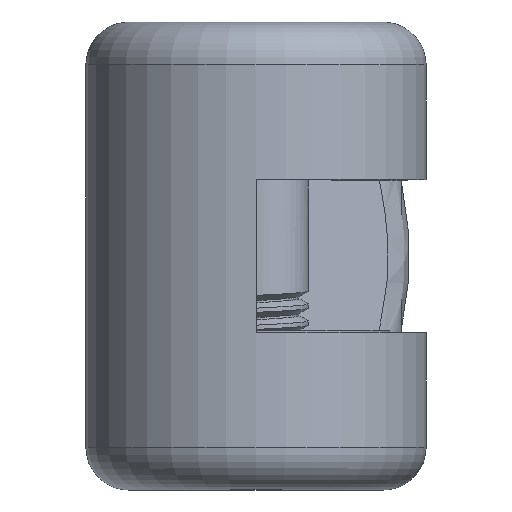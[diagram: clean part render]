
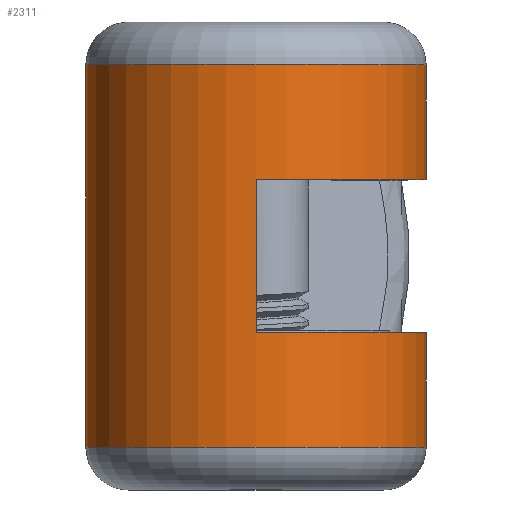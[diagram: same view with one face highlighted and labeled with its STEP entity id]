
A CAD part, top view. The second image highlights one B-rep face of the part: STEP entity #2311.
In plain terms, the highlighted cylindrical face has radius 8 mm (diameter 16 mm), a partial arc.
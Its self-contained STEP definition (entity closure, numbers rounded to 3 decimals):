
#7 = AXIS2_PLACEMENT_3D ( 'NONE', #1516, #2768, #2743 ) ;
#117 = CARTESIAN_POINT ( 'NONE',  ( -9., 29.5, 0. ) ) ;
#145 = EDGE_LOOP ( 'NONE', ( #1696, #508, #3573, #4457, #2472, #2813, #453, #4862 ) ) ;
#173 = DIRECTION ( 'NONE',  ( 0., 0., -1. ) ) ;
#177 = VECTOR ( 'NONE', #1368, 1000. ) ;
#453 = ORIENTED_EDGE ( 'NONE', *, *, #6711, .T. ) ;
#459 = VERTEX_POINT ( 'NONE', #7408 ) ;
#481 = CIRCLE ( 'NONE', #7616, 8. ) ;
#508 = ORIENTED_EDGE ( 'NONE', *, *, #2181, .T. ) ;
#581 = CARTESIAN_POINT ( 'NONE',  ( -9., 29.5, -8. ) ) ;
#619 = CARTESIAN_POINT ( 'NONE',  ( -9., 29.5, 8. ) ) ;
#685 = DIRECTION ( 'NONE',  ( -1., 0., 0. ) ) ;
#943 = CARTESIAN_POINT ( 'NONE',  ( -3.6, 29.5, 8. ) ) ;
#1368 = DIRECTION ( 'NONE',  ( 1., 0., 0. ) ) ;
#1504 = EDGE_CURVE ( 'NONE', #5456, #5796, #5060, .T. ) ;
#1516 = CARTESIAN_POINT ( 'NONE',  ( 3.6, 29.5, 0. ) ) ;
#1601 = VERTEX_POINT ( 'NONE', #3313 ) ;
#1696 = ORIENTED_EDGE ( 'NONE', *, *, #4725, .F. ) ;
#1733 = CARTESIAN_POINT ( 'NONE',  ( 9., 29.5, 8. ) ) ;
#1750 = CYLINDRICAL_SURFACE ( 'NONE', #3184, 8. ) ;
#1968 = AXIS2_PLACEMENT_3D ( 'NONE', #117, #2642, #173 ) ;
#2008 = DIRECTION ( 'NONE',  ( 0., 0., -1. ) ) ;
#2030 = CARTESIAN_POINT ( 'NONE',  ( 9., 29.5, 0. ) ) ;
#2181 = EDGE_CURVE ( 'NONE', #1601, #459, #3753, .T. ) ;
#2266 = EDGE_CURVE ( 'NONE', #4169, #3492, #6319, .T. ) ;
#2311 = ADVANCED_FACE ( 'NONE', ( #5113 ), #1750, .T. ) ;
#2431 = EDGE_CURVE ( 'NONE', #3983, #4487, #3610, .T. ) ;
#2472 = ORIENTED_EDGE ( 'NONE', *, *, #4672, .T. ) ;
#2642 = DIRECTION ( 'NONE',  ( 1., 0., 0. ) ) ;
#2743 = DIRECTION ( 'NONE',  ( 0., 0., -1. ) ) ;
#2768 = DIRECTION ( 'NONE',  ( 1., 0., 0. ) ) ;
#2813 = ORIENTED_EDGE ( 'NONE', *, *, #2266, .T. ) ;
#3170 = DIRECTION ( 'NONE',  ( 1., 0., 0. ) ) ;
#3184 = AXIS2_PLACEMENT_3D ( 'NONE', #6206, #685, #5732 ) ;
#3313 = CARTESIAN_POINT ( 'NONE',  ( -3.6, 37.5, 0. ) ) ;
#3369 = CARTESIAN_POINT ( 'NONE',  ( -9., 29.5, 8. ) ) ;
#3492 = VERTEX_POINT ( 'NONE', #581 ) ;
#3533 = CIRCLE ( 'NONE', #1968, 8. ) ;
#3573 = ORIENTED_EDGE ( 'NONE', *, *, #4294, .T. ) ;
#3610 = LINE ( 'NONE', #3369, #3807 ) ;
#3728 = AXIS2_PLACEMENT_3D ( 'NONE', #2030, #5800, #3896 ) ;
#3753 = LINE ( 'NONE', #7608, #177 ) ;
#3807 = VECTOR ( 'NONE', #7147, 1000. ) ;
#3896 = DIRECTION ( 'NONE',  ( 0., 0., -1. ) ) ;
#3983 = VERTEX_POINT ( 'NONE', #6852 ) ;
#4169 = VERTEX_POINT ( 'NONE', #7019 ) ;
#4234 = CIRCLE ( 'NONE', #7, 8. ) ;
#4294 = EDGE_CURVE ( 'NONE', #459, #3983, #4234, .T. ) ;
#4457 = ORIENTED_EDGE ( 'NONE', *, *, #2431, .T. ) ;
#4487 = VERTEX_POINT ( 'NONE', #1733 ) ;
#4672 = EDGE_CURVE ( 'NONE', #4487, #4169, #8094, .T. ) ;
#4725 = EDGE_CURVE ( 'NONE', #1601, #5796, #481, .T. ) ;
#4862 = ORIENTED_EDGE ( 'NONE', *, *, #1504, .T. ) ;
#4911 = VECTOR ( 'NONE', #6433, 1000. ) ;
#4984 = CARTESIAN_POINT ( 'NONE',  ( -9., 29.5, 8. ) ) ;
#5024 = DIRECTION ( 'NONE',  ( 1., 0., 0. ) ) ;
#5060 = LINE ( 'NONE', #619, #6465 ) ;
#5113 = FACE_OUTER_BOUND ( 'NONE', #145, .T. ) ;
#5456 = VERTEX_POINT ( 'NONE', #4984 ) ;
#5732 = DIRECTION ( 'NONE',  ( 0., 0., 1. ) ) ;
#5796 = VERTEX_POINT ( 'NONE', #943 ) ;
#5800 = DIRECTION ( 'NONE',  ( -1., 0., 0. ) ) ;
#5818 = CARTESIAN_POINT ( 'NONE',  ( -9., 29.5, -8. ) ) ;
#6206 = CARTESIAN_POINT ( 'NONE',  ( 11., 29.5, 0. ) ) ;
#6319 = LINE ( 'NONE', #5818, #4911 ) ;
#6387 = CARTESIAN_POINT ( 'NONE',  ( -3.6, 29.5, 0. ) ) ;
#6433 = DIRECTION ( 'NONE',  ( -1., 0., 0. ) ) ;
#6465 = VECTOR ( 'NONE', #5024, 1000. ) ;
#6711 = EDGE_CURVE ( 'NONE', #3492, #5456, #3533, .T. ) ;
#6852 = CARTESIAN_POINT ( 'NONE',  ( 3.6, 29.5, 8. ) ) ;
#7019 = CARTESIAN_POINT ( 'NONE',  ( 9., 29.5, -8. ) ) ;
#7147 = DIRECTION ( 'NONE',  ( 1., 0., 0. ) ) ;
#7408 = CARTESIAN_POINT ( 'NONE',  ( 3.6, 37.5, 0. ) ) ;
#7608 = CARTESIAN_POINT ( 'NONE',  ( 11., 37.5, 0. ) ) ;
#7616 = AXIS2_PLACEMENT_3D ( 'NONE', #6387, #3170, #2008 ) ;
#8094 = CIRCLE ( 'NONE', #3728, 8. ) ;
